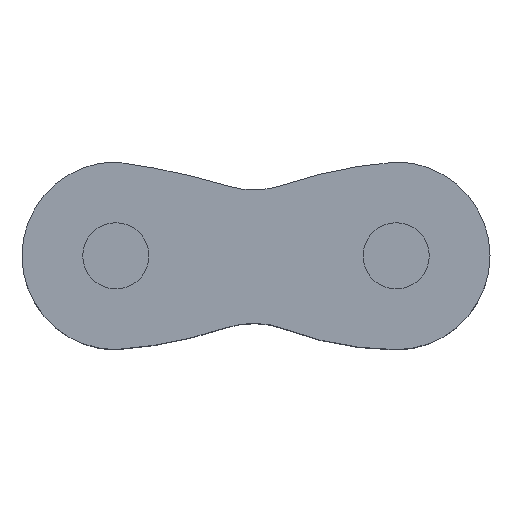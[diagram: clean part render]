
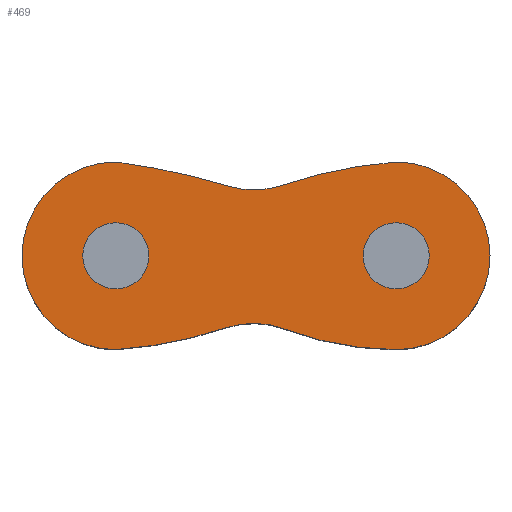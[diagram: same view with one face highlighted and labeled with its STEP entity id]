
A CAD part, top view. The second image highlights one B-rep face of the part: STEP entity #469.
In plain terms, the highlighted planar face has unit normal (0, 0, 1).
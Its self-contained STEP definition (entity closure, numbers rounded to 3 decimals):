
#25=FACE_BOUND('',#84,.T.);
#26=FACE_BOUND('',#85,.T.);
#31=PLANE('',#536);
#49=FACE_OUTER_BOUND('',#83,.T.);
#83=EDGE_LOOP('',(#363,#364,#365,#366,#367,#368,#369,#370));
#84=EDGE_LOOP('',(#371));
#85=EDGE_LOOP('',(#372));
#169=CIRCLE('',#537,4.);
#170=CIRCLE('',#538,31.666);
#171=CIRCLE('',#539,4.25);
#172=CIRCLE('',#540,20.236);
#173=CIRCLE('',#541,4.);
#174=CIRCLE('',#542,14.464);
#175=CIRCLE('',#543,4.25);
#176=CIRCLE('',#544,20.938);
#177=CIRCLE('',#545,1.5);
#178=CIRCLE('',#546,1.5);
#213=VERTEX_POINT('',#814);
#214=VERTEX_POINT('',#815);
#215=VERTEX_POINT('',#817);
#216=VERTEX_POINT('',#819);
#217=VERTEX_POINT('',#821);
#218=VERTEX_POINT('',#823);
#219=VERTEX_POINT('',#825);
#220=VERTEX_POINT('',#827);
#221=VERTEX_POINT('',#830);
#222=VERTEX_POINT('',#832);
#267=EDGE_CURVE('',#213,#214,#169,.T.);
#268=EDGE_CURVE('',#214,#215,#170,.T.);
#269=EDGE_CURVE('',#215,#216,#171,.T.);
#270=EDGE_CURVE('',#216,#217,#172,.T.);
#271=EDGE_CURVE('',#217,#218,#173,.T.);
#272=EDGE_CURVE('',#218,#219,#174,.T.);
#273=EDGE_CURVE('',#219,#220,#175,.T.);
#274=EDGE_CURVE('',#220,#213,#176,.T.);
#275=EDGE_CURVE('',#221,#221,#177,.T.);
#276=EDGE_CURVE('',#222,#222,#178,.T.);
#363=ORIENTED_EDGE('',*,*,#267,.T.);
#364=ORIENTED_EDGE('',*,*,#268,.T.);
#365=ORIENTED_EDGE('',*,*,#269,.T.);
#366=ORIENTED_EDGE('',*,*,#270,.T.);
#367=ORIENTED_EDGE('',*,*,#271,.T.);
#368=ORIENTED_EDGE('',*,*,#272,.T.);
#369=ORIENTED_EDGE('',*,*,#273,.T.);
#370=ORIENTED_EDGE('',*,*,#274,.T.);
#371=ORIENTED_EDGE('',*,*,#275,.F.);
#372=ORIENTED_EDGE('',*,*,#276,.F.);
#469=ADVANCED_FACE('',(#49,#25,#26),#31,.T.);
#536=AXIS2_PLACEMENT_3D('',#813,#654,#655);
#537=AXIS2_PLACEMENT_3D('',#816,#656,#657);
#538=AXIS2_PLACEMENT_3D('',#818,#658,#659);
#539=AXIS2_PLACEMENT_3D('',#820,#660,#661);
#540=AXIS2_PLACEMENT_3D('',#822,#662,#663);
#541=AXIS2_PLACEMENT_3D('',#824,#664,#665);
#542=AXIS2_PLACEMENT_3D('',#826,#666,#667);
#543=AXIS2_PLACEMENT_3D('',#828,#668,#669);
#544=AXIS2_PLACEMENT_3D('',#829,#670,#671);
#545=AXIS2_PLACEMENT_3D('',#831,#672,#673);
#546=AXIS2_PLACEMENT_3D('',#833,#674,#675);
#654=DIRECTION('center_axis',(0.,0.,1.));
#655=DIRECTION('ref_axis',(1.,0.,0.));
#656=DIRECTION('center_axis',(0.,0.,-1.));
#657=DIRECTION('ref_axis',(1.,0.,0.));
#658=DIRECTION('center_axis',(0.,0.,1.));
#659=DIRECTION('ref_axis',(1.,0.,0.));
#660=DIRECTION('center_axis',(0.,0.,1.));
#661=DIRECTION('ref_axis',(1.,0.,0.));
#662=DIRECTION('center_axis',(0.,0.,1.));
#663=DIRECTION('ref_axis',(1.,0.,0.));
#664=DIRECTION('center_axis',(0.,0.,-1.));
#665=DIRECTION('ref_axis',(1.,0.,0.));
#666=DIRECTION('center_axis',(0.,0.,1.));
#667=DIRECTION('ref_axis',(1.,0.,0.));
#668=DIRECTION('center_axis',(0.,0.,1.));
#669=DIRECTION('ref_axis',(1.,0.,0.));
#670=DIRECTION('center_axis',(0.,0.,1.));
#671=DIRECTION('ref_axis',(1.,0.,0.));
#672=DIRECTION('center_axis',(0.,0.,1.));
#673=DIRECTION('ref_axis',(1.,0.,0.));
#674=DIRECTION('center_axis',(0.,0.,1.));
#675=DIRECTION('ref_axis',(1.,0.,0.));
#813=CARTESIAN_POINT('Origin',(3.92,-4.822,8.));
#814=CARTESIAN_POINT('',(1.196,3.197,8.));
#815=CARTESIAN_POINT('',(-1.249,3.156,8.));
#816=CARTESIAN_POINT('Origin',(-0.091,6.985,8.));
#817=CARTESIAN_POINT('',(-6.35,4.25,8.));
#818=CARTESIAN_POINT('Origin',(-10.416,-27.154,8.));
#819=CARTESIAN_POINT('',(-6.35,-4.25,8.));
#820=CARTESIAN_POINT('Origin',(-6.35,0.,8.));
#821=CARTESIAN_POINT('',(-1.374,-3.264,8.));
#822=CARTESIAN_POINT('Origin',(-7.766,15.936,8.));
#823=CARTESIAN_POINT('',(1.303,-3.317,8.));
#824=CARTESIAN_POINT('Origin',(-0.111,-7.059,8.));
#825=CARTESIAN_POINT('',(6.35,-4.25,8.));
#826=CARTESIAN_POINT('Origin',(6.415,10.214,8.));
#827=CARTESIAN_POINT('',(6.35,4.25,8.));
#828=CARTESIAN_POINT('Origin',(6.35,0.,8.));
#829=CARTESIAN_POINT('Origin',(7.93,-16.628,8.));
#830=CARTESIAN_POINT('',(7.85,0.,8.));
#831=CARTESIAN_POINT('Origin',(6.35,0.,8.));
#832=CARTESIAN_POINT('',(-4.85,0.,8.));
#833=CARTESIAN_POINT('Origin',(-6.35,0.,8.));
